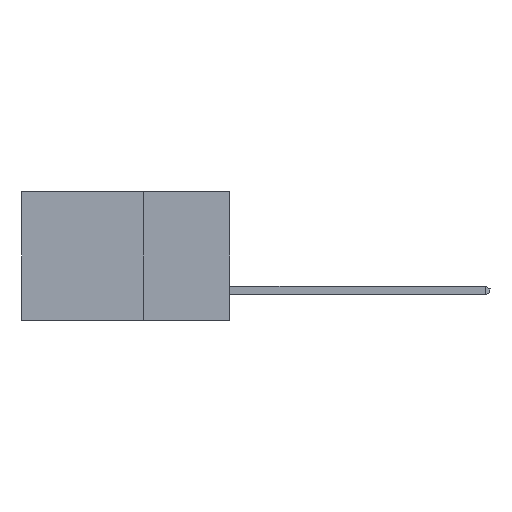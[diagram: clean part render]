
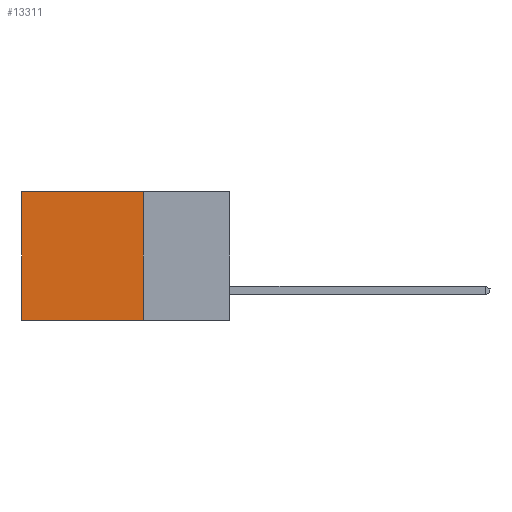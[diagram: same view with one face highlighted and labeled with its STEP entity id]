
A CAD part, left-side view. The second image highlights one B-rep face of the part: STEP entity #13311.
In plain terms, the highlighted planar face has unit normal (-1, 0, 0).
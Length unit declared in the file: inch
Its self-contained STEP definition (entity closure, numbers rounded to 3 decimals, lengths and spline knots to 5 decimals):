
#380 = EDGE_CURVE ( 'NONE', #10857, #2663, #3019, .T. ) ;
#794 = EDGE_CURVE ( 'NONE', #5446, #10857, #1505, .T. ) ;
#1505 = LINE ( 'NONE', #2543, #1682 ) ;
#1636 = ORIENTED_EDGE ( 'NONE', *, *, #794, .T. ) ;
#1682 = VECTOR ( 'NONE', #7345, 39.37008 ) ;
#2065 = ORIENTED_EDGE ( 'NONE', *, *, #380, .T. ) ;
#2141 = ORIENTED_EDGE ( 'NONE', *, *, #5884, .F. ) ;
#2505 = CARTESIAN_POINT ( 'NONE',  ( 0.298, 0.6, 0. ) ) ;
#2543 = CARTESIAN_POINT ( 'NONE',  ( 0.298, 0.25, 0. ) ) ;
#2571 = PLANE ( 'NONE',  #9993 ) ;
#2663 = VERTEX_POINT ( 'NONE', #5677 ) ;
#3019 = LINE ( 'NONE', #2505, #11374 ) ;
#3847 = DIRECTION ( 'NONE',  ( 0., 0., -1. ) ) ;
#3913 = CARTESIAN_POINT ( 'NONE',  ( 0.298, 0.6, 0. ) ) ;
#4124 = CARTESIAN_POINT ( 'NONE',  ( 0.298, 0.25, 0. ) ) ;
#5361 = VECTOR ( 'NONE', #9071, 39.37008 ) ;
#5420 = EDGE_LOOP ( 'NONE', ( #2065, #2141, #12721, #1636 ) ) ;
#5446 = VERTEX_POINT ( 'NONE', #13076 ) ;
#5666 = FACE_OUTER_BOUND ( 'NONE', #5420, .T. ) ;
#5677 = CARTESIAN_POINT ( 'NONE',  ( 0.298, 0.6, -0.37 ) ) ;
#5884 = EDGE_CURVE ( 'NONE', #11029, #2663, #12011, .T. ) ;
#7345 = DIRECTION ( 'NONE',  ( 0., 1., 0. ) ) ;
#7896 = VECTOR ( 'NONE', #10887, 39.37008 ) ;
#9071 = DIRECTION ( 'NONE',  ( 0., 0., -1. ) ) ;
#9993 = AXIS2_PLACEMENT_3D ( 'NONE', #12255, #12362, #13386 ) ;
#10857 = VERTEX_POINT ( 'NONE', #3913 ) ;
#10887 = DIRECTION ( 'NONE',  ( 0., 1., 0. ) ) ;
#11029 = VERTEX_POINT ( 'NONE', #13268 ) ;
#11374 = VECTOR ( 'NONE', #3847, 39.37008 ) ;
#11533 = EDGE_CURVE ( 'NONE', #5446, #11029, #13112, .T. ) ;
#12011 = LINE ( 'NONE', #12023, #7896 ) ;
#12023 = CARTESIAN_POINT ( 'NONE',  ( 0.298, 0.25, -0.37 ) ) ;
#12255 = CARTESIAN_POINT ( 'NONE',  ( 0.298, 0.25, 0. ) ) ;
#12362 = DIRECTION ( 'NONE',  ( 1., 0., 0. ) ) ;
#12721 = ORIENTED_EDGE ( 'NONE', *, *, #11533, .F. ) ;
#13076 = CARTESIAN_POINT ( 'NONE',  ( 0.298, 0.25, 0. ) ) ;
#13112 = LINE ( 'NONE', #4124, #5361 ) ;
#13268 = CARTESIAN_POINT ( 'NONE',  ( 0.298, 0.25, -0.37 ) ) ;
#13311 = ADVANCED_FACE ( 'NONE', ( #5666 ), #2571, .F. ) ;
#13386 = DIRECTION ( 'NONE',  ( 0., 0., -1. ) ) ;
